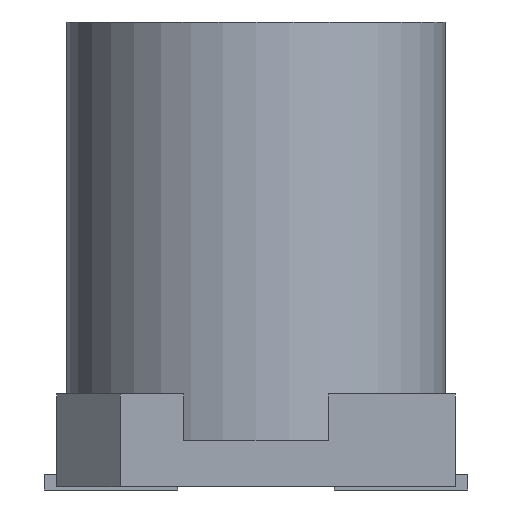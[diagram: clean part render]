
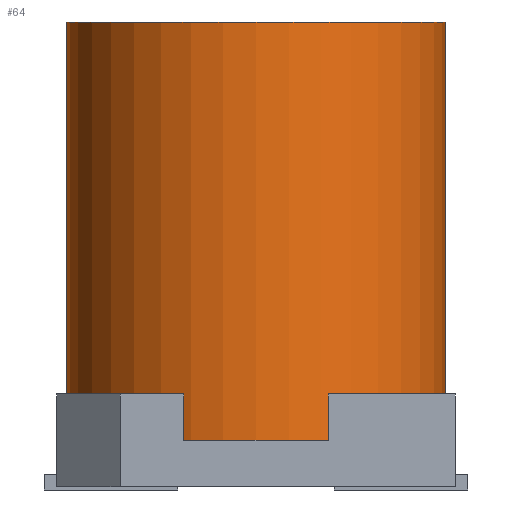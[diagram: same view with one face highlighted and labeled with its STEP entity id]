
A CAD part, front view. The second image highlights one B-rep face of the part: STEP entity #64.
In plain terms, the highlighted cylindrical face has radius 3.134 mm (diameter 6.269 mm), a full revolution.
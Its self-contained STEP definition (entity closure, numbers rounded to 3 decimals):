
#64=ADVANCED_FACE($,(#70,#69),#87,.T.);
#69=FACE_BOUND($,#74,.T.);
#70=FACE_OUTER_BOUND($,#73,.T.);
#73=EDGE_LOOP($,(#83));
#74=EDGE_LOOP($,(#84));
#77=CIRCLE($,#90,3.134);
#78=CIRCLE($,#91,3.134);
#79=VERTEX_POINT('',#108);
#80=VERTEX_POINT('',#110);
#81=EDGE_CURVE($,#79,#79,#77,.T.);
#82=EDGE_CURVE($,#80,#80,#78,.T.);
#83=ORIENTED_EDGE($,*,*,#81,.F.);
#84=ORIENTED_EDGE($,*,*,#82,.F.);
#87=CYLINDRICAL_SURFACE($,#89,3.134);
#89=AXIS2_PLACEMENT_3D($,#107,#96,#97);
#90=AXIS2_PLACEMENT_3D($,#109,#98,#99);
#91=AXIS2_PLACEMENT_3D($,#111,#100,#101);
#96=DIRECTION('',(0.,0.,1.));
#97=DIRECTION('',(1.,0.,0.));
#98=DIRECTION('',(0.,0.,1.));
#99=DIRECTION('',(1.,0.,0.));
#100=DIRECTION('',(0.,0.,-1.));
#101=DIRECTION('',(1.,0.,0.));
#107=CARTESIAN_POINT('',(0.0,0.0,0.823));
#108=CARTESIAN_POINT('',(-3.134,0.0,7.75));
#109=CARTESIAN_POINT('',(0.0,0.0,7.75));
#110=CARTESIAN_POINT('',(-3.134,0.0,0.823));
#111=CARTESIAN_POINT('',(0.0,0.0,0.823));
